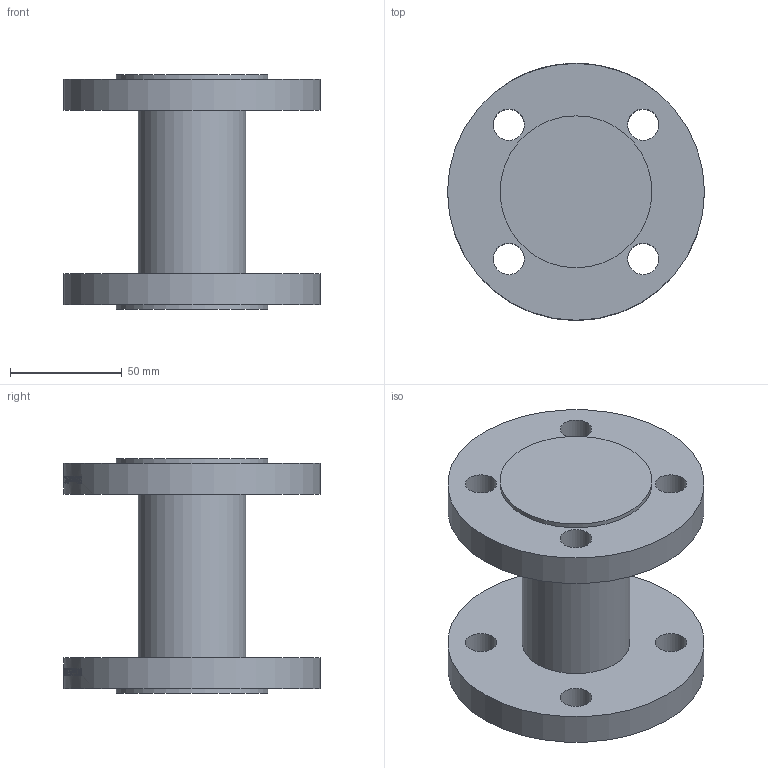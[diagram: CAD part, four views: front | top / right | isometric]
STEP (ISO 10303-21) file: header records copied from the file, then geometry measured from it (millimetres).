
FILE_DESCRIPTION(/* description */ ('1521025'),/* implementation_level */ '2;1');
FILE_NAME(/* name */ '1521025.stp',/* time_stamp */ '2022-06-17T15:27:49+02:00',/* author */ ('crozette'),/* organization */ ('Sferaco'),/* preprocessor_version */ 'ST-DEVELOPER v19',/* originating_system */ 'Autodesk Inventor 2023',/* authorisation */ '');
FILE_SCHEMA (('AUTOMOTIVE_DESIGN { 1 0 10303 214 3 1 1 }'));
Length unit declared in the file: millimetre
Products named in the file (1): 1521025
Bounding box: 115 x 115 x 105 mm (x, y, z)
Volume: 421295.9 mm3; surface area: 62517.7 mm2
Topology: 1 solids, 1 shells, 883 faces, 2421 edges, 1614 vertices
Faces by surface type: bspline 450, plane 350, cylinder 83
Full cylindrical faces by diameter (mm): 14 x8, 48.2 x1, 68 x2, 115 x2
Entity records: 39396 total; most frequent: CARTESIAN_POINT 19625, ORIENTED_EDGE 4842, DIRECTION 2759, EDGE_CURVE 2421, VERTEX_POINT 1614, LINE 1151, VECTOR 1151, EDGE_LOOP 973
